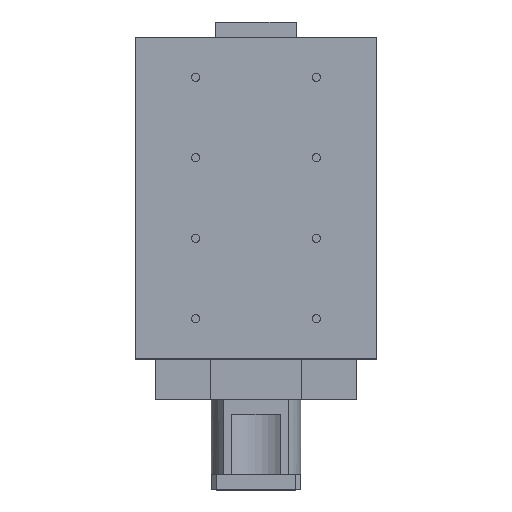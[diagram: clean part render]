
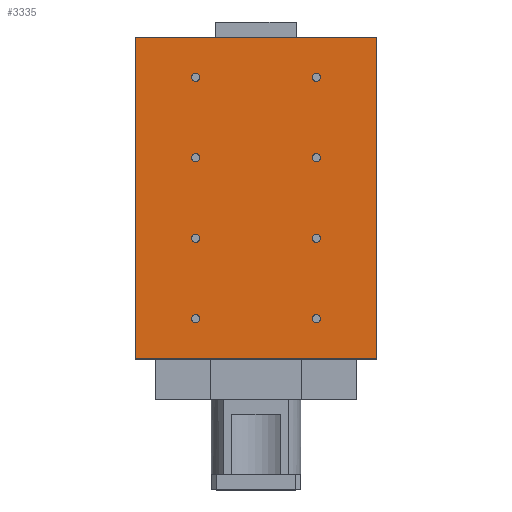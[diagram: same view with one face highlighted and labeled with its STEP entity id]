
A CAD part, top view. The second image highlights one B-rep face of the part: STEP entity #3335.
In plain terms, the highlighted planar face has unit normal (0, 0, 1).
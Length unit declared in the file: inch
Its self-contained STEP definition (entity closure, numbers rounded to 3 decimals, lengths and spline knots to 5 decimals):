
#2020=CARTESIAN_POINT('',(-1.3965,-3.0,1.08));
#2021=VERTEX_POINT('',#2020);
#2037=CARTESIAN_POINT('',(-1.6035,-3.0,1.08));
#2038=VERTEX_POINT('',#2037);
#2045=CARTESIAN_POINT('',(-1.5,-3.0,1.08));
#2046=DIRECTION('',(0.0,0.0,-1.0));
#2047=DIRECTION('',(1.0,0.0,0.0));
#2048=AXIS2_PLACEMENT_3D('',#2045,#2046,#2047);
#2049=CIRCLE('',#2048,0.1035);
#2050=EDGE_CURVE('',#2021,#2038,#2049,.T.);
#2083=CARTESIAN_POINT('',(1.6035,3.0,1.08));
#2084=VERTEX_POINT('',#2083);
#2100=CARTESIAN_POINT('',(1.3965,3.0,1.08));
#2101=VERTEX_POINT('',#2100);
#2108=CARTESIAN_POINT('',(1.5,3.0,1.08));
#2109=DIRECTION('',(0.0,0.0,-1.0));
#2110=DIRECTION('',(1.0,0.0,0.0));
#2111=AXIS2_PLACEMENT_3D('',#2108,#2109,#2110);
#2112=CIRCLE('',#2111,0.1035);
#2113=EDGE_CURVE('',#2084,#2101,#2112,.T.);
#2146=CARTESIAN_POINT('',(1.6035,-3.0,1.08));
#2147=VERTEX_POINT('',#2146);
#2163=CARTESIAN_POINT('',(1.3965,-3.0,1.08));
#2164=VERTEX_POINT('',#2163);
#2171=CARTESIAN_POINT('',(1.5,-3.0,1.08));
#2172=DIRECTION('',(0.0,0.0,-1.0));
#2173=DIRECTION('',(1.0,0.0,0.0));
#2174=AXIS2_PLACEMENT_3D('',#2171,#2172,#2173);
#2175=CIRCLE('',#2174,0.1035);
#2176=EDGE_CURVE('',#2147,#2164,#2175,.T.);
#2209=CARTESIAN_POINT('',(-1.3965,-1.0,1.08));
#2210=VERTEX_POINT('',#2209);
#2226=CARTESIAN_POINT('',(-1.6035,-1.0,1.08));
#2227=VERTEX_POINT('',#2226);
#2234=CARTESIAN_POINT('',(-1.5,-1.0,1.08));
#2235=DIRECTION('',(0.0,0.0,-1.0));
#2236=DIRECTION('',(1.0,0.0,0.0));
#2237=AXIS2_PLACEMENT_3D('',#2234,#2235,#2236);
#2238=CIRCLE('',#2237,0.1035);
#2239=EDGE_CURVE('',#2210,#2227,#2238,.T.);
#2272=CARTESIAN_POINT('',(1.6035,-1.0,1.08));
#2273=VERTEX_POINT('',#2272);
#2289=CARTESIAN_POINT('',(1.3965,-1.0,1.08));
#2290=VERTEX_POINT('',#2289);
#2297=CARTESIAN_POINT('',(1.5,-1.0,1.08));
#2298=DIRECTION('',(0.0,0.0,-1.0));
#2299=DIRECTION('',(1.0,0.0,0.0));
#2300=AXIS2_PLACEMENT_3D('',#2297,#2298,#2299);
#2301=CIRCLE('',#2300,0.1035);
#2302=EDGE_CURVE('',#2273,#2290,#2301,.T.);
#2335=CARTESIAN_POINT('',(-1.3965,1.0,1.08));
#2336=VERTEX_POINT('',#2335);
#2352=CARTESIAN_POINT('',(-1.6035,1.0,1.08));
#2353=VERTEX_POINT('',#2352);
#2360=CARTESIAN_POINT('',(-1.5,1.0,1.08));
#2361=DIRECTION('',(0.0,0.0,-1.0));
#2362=DIRECTION('',(1.0,0.0,0.0));
#2363=AXIS2_PLACEMENT_3D('',#2360,#2361,#2362);
#2364=CIRCLE('',#2363,0.1035);
#2365=EDGE_CURVE('',#2336,#2353,#2364,.T.);
#2398=CARTESIAN_POINT('',(1.6035,1.0,1.08));
#2399=VERTEX_POINT('',#2398);
#2415=CARTESIAN_POINT('',(1.3965,1.0,1.08));
#2416=VERTEX_POINT('',#2415);
#2423=CARTESIAN_POINT('',(1.5,1.0,1.08));
#2424=DIRECTION('',(0.0,0.0,-1.0));
#2425=DIRECTION('',(1.0,0.0,0.0));
#2426=AXIS2_PLACEMENT_3D('',#2423,#2424,#2425);
#2427=CIRCLE('',#2426,0.1035);
#2428=EDGE_CURVE('',#2399,#2416,#2427,.T.);
#2461=CARTESIAN_POINT('',(-1.3965,3.0,1.08));
#2462=VERTEX_POINT('',#2461);
#2478=CARTESIAN_POINT('',(-1.6035,3.0,1.08));
#2479=VERTEX_POINT('',#2478);
#2486=CARTESIAN_POINT('',(-1.5,3.0,1.08));
#2487=DIRECTION('',(0.0,0.0,-1.0));
#2488=DIRECTION('',(1.0,0.0,0.0));
#2489=AXIS2_PLACEMENT_3D('',#2486,#2487,#2488);
#2490=CIRCLE('',#2489,0.1035);
#2491=EDGE_CURVE('',#2462,#2479,#2490,.T.);
#2523=CARTESIAN_POINT('',(-1.5,3.0,1.08));
#2524=DIRECTION('',(0.0,0.0,-1.0));
#2525=DIRECTION('',(1.0,0.0,0.0));
#2526=AXIS2_PLACEMENT_3D('',#2523,#2524,#2525);
#2527=CIRCLE('',#2526,0.1035);
#2528=EDGE_CURVE('',#2479,#2462,#2527,.T.);
#2568=CARTESIAN_POINT('',(1.5,1.0,1.08));
#2569=DIRECTION('',(0.0,0.0,-1.0));
#2570=DIRECTION('',(1.0,0.0,0.0));
#2571=AXIS2_PLACEMENT_3D('',#2568,#2569,#2570);
#2572=CIRCLE('',#2571,0.1035);
#2573=EDGE_CURVE('',#2416,#2399,#2572,.T.);
#2613=CARTESIAN_POINT('',(-1.5,1.0,1.08));
#2614=DIRECTION('',(0.0,0.0,-1.0));
#2615=DIRECTION('',(1.0,0.0,0.0));
#2616=AXIS2_PLACEMENT_3D('',#2613,#2614,#2615);
#2617=CIRCLE('',#2616,0.1035);
#2618=EDGE_CURVE('',#2353,#2336,#2617,.T.);
#2658=CARTESIAN_POINT('',(1.5,-1.0,1.08));
#2659=DIRECTION('',(0.0,0.0,-1.0));
#2660=DIRECTION('',(1.0,0.0,0.0));
#2661=AXIS2_PLACEMENT_3D('',#2658,#2659,#2660);
#2662=CIRCLE('',#2661,0.1035);
#2663=EDGE_CURVE('',#2290,#2273,#2662,.T.);
#2703=CARTESIAN_POINT('',(-1.5,-1.0,1.08));
#2704=DIRECTION('',(0.0,0.0,-1.0));
#2705=DIRECTION('',(1.0,0.0,0.0));
#2706=AXIS2_PLACEMENT_3D('',#2703,#2704,#2705);
#2707=CIRCLE('',#2706,0.1035);
#2708=EDGE_CURVE('',#2227,#2210,#2707,.T.);
#2748=CARTESIAN_POINT('',(1.5,-3.0,1.08));
#2749=DIRECTION('',(0.0,0.0,-1.0));
#2750=DIRECTION('',(1.0,0.0,0.0));
#2751=AXIS2_PLACEMENT_3D('',#2748,#2749,#2750);
#2752=CIRCLE('',#2751,0.1035);
#2753=EDGE_CURVE('',#2164,#2147,#2752,.T.);
#2793=CARTESIAN_POINT('',(1.5,3.0,1.08));
#2794=DIRECTION('',(0.0,0.0,-1.0));
#2795=DIRECTION('',(1.0,0.0,0.0));
#2796=AXIS2_PLACEMENT_3D('',#2793,#2794,#2795);
#2797=CIRCLE('',#2796,0.1035);
#2798=EDGE_CURVE('',#2101,#2084,#2797,.T.);
#2838=CARTESIAN_POINT('',(-1.5,-3.0,1.08));
#2839=DIRECTION('',(0.0,0.0,-1.0));
#2840=DIRECTION('',(1.0,0.0,0.0));
#2841=AXIS2_PLACEMENT_3D('',#2838,#2839,#2840);
#2842=CIRCLE('',#2841,0.1035);
#2843=EDGE_CURVE('',#2038,#2021,#2842,.T.);
#3247=CARTESIAN_POINT('',(2.998,4.0,1.08));
#3248=VERTEX_POINT('',#3247);
#3255=CARTESIAN_POINT('',(2.998,-4.0,1.08));
#3256=VERTEX_POINT('',#3255);
#3257=CARTESIAN_POINT('',(2.998,-4.0,1.08));
#3258=DIRECTION('',(0.0,1.0,0.0));
#3259=VECTOR('',#3258,8.0);
#3260=LINE('',#3257,#3259);
#3261=EDGE_CURVE('',#3256,#3248,#3260,.T.);
#3273=CARTESIAN_POINT('',(2.998,-4.0,1.08));
#3274=DIRECTION('',(0.0,0.0,1.0));
#3275=DIRECTION('',(1.0,0.0,0.0));
#3276=AXIS2_PLACEMENT_3D('',#3273,#3274,#3275);
#3277=PLANE('',#3276);
#3278=CARTESIAN_POINT('',(-2.998,4.0,1.08));
#3279=VERTEX_POINT('',#3278);
#3280=CARTESIAN_POINT('',(2.998,4.0,1.08));
#3281=DIRECTION('',(-1.0,0.0,0.0));
#3282=VECTOR('',#3281,5.996);
#3283=LINE('',#3280,#3282);
#3284=EDGE_CURVE('',#3248,#3279,#3283,.T.);
#3285=ORIENTED_EDGE('',*,*,#3284,.T.);
#3286=CARTESIAN_POINT('',(-2.998,-4.0,1.08));
#3287=VERTEX_POINT('',#3286);
#3288=CARTESIAN_POINT('',(-2.998,-4.0,1.08));
#3289=DIRECTION('',(0.0,1.0,0.0));
#3290=VECTOR('',#3289,8.0);
#3291=LINE('',#3288,#3290);
#3292=EDGE_CURVE('',#3287,#3279,#3291,.T.);
#3293=ORIENTED_EDGE('',*,*,#3292,.F.);
#3294=CARTESIAN_POINT('',(2.998,-4.0,1.08));
#3295=DIRECTION('',(-1.0,0.0,0.0));
#3296=VECTOR('',#3295,5.996);
#3297=LINE('',#3294,#3296);
#3298=EDGE_CURVE('',#3256,#3287,#3297,.T.);
#3299=ORIENTED_EDGE('',*,*,#3298,.F.);
#3300=ORIENTED_EDGE('',*,*,#3261,.T.);
#3301=EDGE_LOOP('',(#3285,#3293,#3299,#3300));
#3302=FACE_OUTER_BOUND('',#3301,.T.);
#3303=ORIENTED_EDGE('',*,*,#2491,.T.);
#3304=ORIENTED_EDGE('',*,*,#2528,.T.);
#3305=EDGE_LOOP('',(#3303,#3304));
#3306=FACE_BOUND('',#3305,.T.);
#3307=ORIENTED_EDGE('',*,*,#2428,.T.);
#3308=ORIENTED_EDGE('',*,*,#2573,.T.);
#3309=EDGE_LOOP('',(#3307,#3308));
#3310=FACE_BOUND('',#3309,.T.);
#3311=ORIENTED_EDGE('',*,*,#2365,.T.);
#3312=ORIENTED_EDGE('',*,*,#2618,.T.);
#3313=EDGE_LOOP('',(#3311,#3312));
#3314=FACE_BOUND('',#3313,.T.);
#3315=ORIENTED_EDGE('',*,*,#2302,.T.);
#3316=ORIENTED_EDGE('',*,*,#2663,.T.);
#3317=EDGE_LOOP('',(#3315,#3316));
#3318=FACE_BOUND('',#3317,.T.);
#3319=ORIENTED_EDGE('',*,*,#2239,.T.);
#3320=ORIENTED_EDGE('',*,*,#2708,.T.);
#3321=EDGE_LOOP('',(#3319,#3320));
#3322=FACE_BOUND('',#3321,.T.);
#3323=ORIENTED_EDGE('',*,*,#2176,.T.);
#3324=ORIENTED_EDGE('',*,*,#2753,.T.);
#3325=EDGE_LOOP('',(#3323,#3324));
#3326=FACE_BOUND('',#3325,.T.);
#3327=ORIENTED_EDGE('',*,*,#2113,.T.);
#3328=ORIENTED_EDGE('',*,*,#2798,.T.);
#3329=EDGE_LOOP('',(#3327,#3328));
#3330=FACE_BOUND('',#3329,.T.);
#3331=ORIENTED_EDGE('',*,*,#2050,.T.);
#3332=ORIENTED_EDGE('',*,*,#2843,.T.);
#3333=EDGE_LOOP('',(#3331,#3332));
#3334=FACE_BOUND('',#3333,.T.);
#3335=ADVANCED_FACE('',(#3302,#3306,#3310,#3314,#3318,#3322,#3326,#3330,#3334),#3277,.T.);
